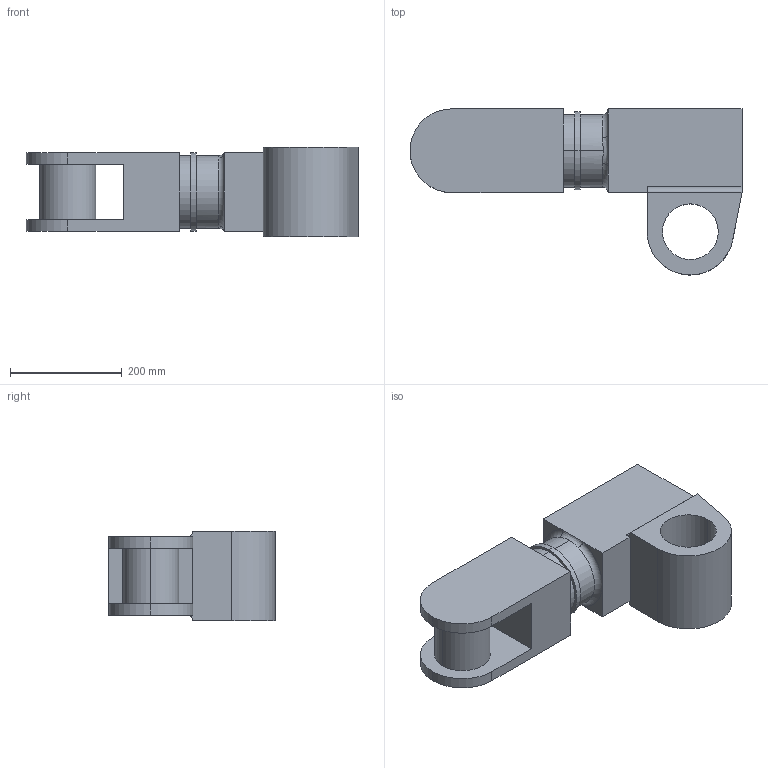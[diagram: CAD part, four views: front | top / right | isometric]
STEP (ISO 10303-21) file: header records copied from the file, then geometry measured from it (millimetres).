
FILE_DESCRIPTION (( 'STEP AP203' ), '1' );
FILE_NAME ('Part3_Link3_Default_sldprt.STEP', '2025-09-14T17:42:30', ( '' ), ( '' ), 'SwSTEP 2.0', 'SolidWorks 2018', '' );
FILE_SCHEMA (( 'CONFIG_CONTROL_DESIGN' ));
Length unit declared in the file: millimetre
Products named in the file (1): Part3_Link3_Default_sldprt
Bounding box: 595 x 297.71 x 160 mm (x, y, z)
Volume: 12064931.3 mm3; surface area: 528963.8 mm2
Topology: 1 solids, 1 shells, 45 faces, 112 edges, 72 vertices
Faces by surface type: plane 23, cylinder 18, bspline 2, torus 2
Entity records: 1611 total; most frequent: CARTESIAN_POINT 434, DIRECTION 236, ORIENTED_EDGE 224, EDGE_CURVE 112, AXIS2_PLACEMENT_3D 86, VERTEX_POINT 72, LINE 64, VECTOR 64
